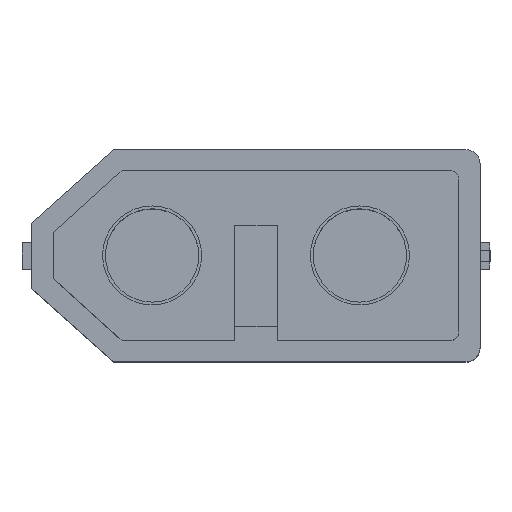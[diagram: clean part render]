
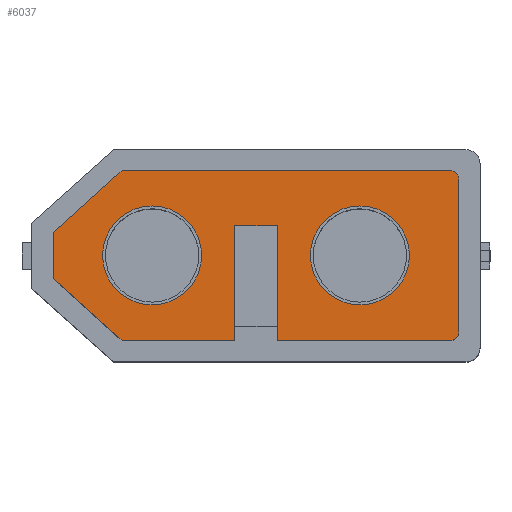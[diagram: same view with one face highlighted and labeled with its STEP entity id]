
A CAD part, top view. The second image highlights one B-rep face of the part: STEP entity #6037.
In plain terms, the highlighted face is planar.
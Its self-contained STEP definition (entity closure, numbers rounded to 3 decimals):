
#5340 = VERTEX_POINT('',#5341);
#5341 = CARTESIAN_POINT('',(-7.35,0.,-3.375));
#5347 = EDGE_CURVE('',#5348,#5340,#5350,.T.);
#5348 = VERTEX_POINT('',#5349);
#5349 = CARTESIAN_POINT('',(-7.35,0.,-6.875));
#5350 = CIRCLE('',#5351,1.75);
#5351 = AXIS2_PLACEMENT_3D('',#5352,#5353,#5354);
#5352 = CARTESIAN_POINT('',(-7.35,0.,-5.125));
#5353 = DIRECTION('',(-1.,0.,0.));
#5354 = DIRECTION('',(0.,0.,1.));
#5382 = VERTEX_POINT('',#5383);
#5383 = CARTESIAN_POINT('',(-7.35,0.,3.975));
#5389 = EDGE_CURVE('',#5390,#5382,#5392,.T.);
#5390 = VERTEX_POINT('',#5391);
#5391 = CARTESIAN_POINT('',(-7.35,0.,0.475));
#5392 = CIRCLE('',#5393,1.75);
#5393 = AXIS2_PLACEMENT_3D('',#5394,#5395,#5396);
#5394 = CARTESIAN_POINT('',(-7.35,0.,2.225));
#5395 = DIRECTION('',(-1.,0.,0.));
#5396 = DIRECTION('',(0.,0.,1.));
#6037 = ADVANCED_FACE('',(#6038,#6154,#6164),#6174,.T.);
#6038 = FACE_BOUND('',#6039,.T.);
#6039 = EDGE_LOOP('',(#6040,#6050,#6059,#6067,#6076,#6084,#6092,#6100,
    #6108,#6116,#6124,#6132,#6140,#6148));
#6040 = ORIENTED_EDGE('',*,*,#6041,.T.);
#6041 = EDGE_CURVE('',#6042,#6044,#6046,.T.);
#6042 = VERTEX_POINT('',#6043);
#6043 = CARTESIAN_POINT('',(-7.35,-3.,-0.7));
#6044 = VERTEX_POINT('',#6045);
#6045 = CARTESIAN_POINT('',(-7.35,-3.,5.425));
#6046 = LINE('',#6047,#6048);
#6047 = CARTESIAN_POINT('',(-7.35,-3.,-0.7));
#6048 = VECTOR('',#6049,1.);
#6049 = DIRECTION('',(0.,0.,1.));
#6050 = ORIENTED_EDGE('',*,*,#6051,.T.);
#6051 = EDGE_CURVE('',#6044,#6052,#6054,.T.);
#6052 = VERTEX_POINT('',#6053);
#6053 = CARTESIAN_POINT('',(-7.35,-2.7,5.725));
#6054 = CIRCLE('',#6055,0.3);
#6055 = AXIS2_PLACEMENT_3D('',#6056,#6057,#6058);
#6056 = CARTESIAN_POINT('',(-7.35,-2.7,5.425));
#6057 = DIRECTION('',(-1.,0.,0.));
#6058 = DIRECTION('',(0.,0.,1.));
#6059 = ORIENTED_EDGE('',*,*,#6060,.T.);
#6060 = EDGE_CURVE('',#6052,#6061,#6063,.T.);
#6061 = VERTEX_POINT('',#6062);
#6062 = CARTESIAN_POINT('',(-7.35,2.7,5.725));
#6063 = LINE('',#6064,#6065);
#6064 = CARTESIAN_POINT('',(-7.35,-3.,5.725));
#6065 = VECTOR('',#6066,1.);
#6066 = DIRECTION('',(0.,1.,0.));
#6067 = ORIENTED_EDGE('',*,*,#6068,.T.);
#6068 = EDGE_CURVE('',#6061,#6069,#6071,.T.);
#6069 = VERTEX_POINT('',#6070);
#6070 = CARTESIAN_POINT('',(-7.35,3.,5.425));
#6071 = CIRCLE('',#6072,0.3);
#6072 = AXIS2_PLACEMENT_3D('',#6073,#6074,#6075);
#6073 = CARTESIAN_POINT('',(-7.35,2.7,5.425));
#6074 = DIRECTION('',(-1.,0.,0.));
#6075 = DIRECTION('',(0.,0.,1.));
#6076 = ORIENTED_EDGE('',*,*,#6077,.T.);
#6077 = EDGE_CURVE('',#6069,#6078,#6080,.T.);
#6078 = VERTEX_POINT('',#6079);
#6079 = CARTESIAN_POINT('',(-7.35,3.,-6.188));
#6080 = LINE('',#6081,#6082);
#6081 = CARTESIAN_POINT('',(-7.35,3.,5.725));
#6082 = VECTOR('',#6083,1.);
#6083 = DIRECTION('',(0.,0.,-1.));
#6084 = ORIENTED_EDGE('',*,*,#6085,.T.);
#6085 = EDGE_CURVE('',#6078,#6086,#6088,.T.);
#6086 = VERTEX_POINT('',#6087);
#6087 = CARTESIAN_POINT('',(-7.35,0.815,-8.625));
#6088 = LINE('',#6089,#6090);
#6089 = CARTESIAN_POINT('',(-7.35,3.,-6.188));
#6090 = VECTOR('',#6091,1.);
#6091 = DIRECTION('',(0.,-0.668,-0.745));
#6092 = ORIENTED_EDGE('',*,*,#6093,.T.);
#6093 = EDGE_CURVE('',#6086,#6094,#6096,.T.);
#6094 = VERTEX_POINT('',#6095);
#6095 = CARTESIAN_POINT('',(-7.35,-0.815,-8.625));
#6096 = LINE('',#6097,#6098);
#6097 = CARTESIAN_POINT('',(-7.35,0.815,-8.625));
#6098 = VECTOR('',#6099,1.);
#6099 = DIRECTION('',(0.,-1.,0.));
#6100 = ORIENTED_EDGE('',*,*,#6101,.T.);
#6101 = EDGE_CURVE('',#6094,#6102,#6104,.T.);
#6102 = VERTEX_POINT('',#6103);
#6103 = CARTESIAN_POINT('',(-7.35,-3.,-6.188));
#6104 = LINE('',#6105,#6106);
#6105 = CARTESIAN_POINT('',(-7.35,-0.815,-8.625));
#6106 = VECTOR('',#6107,1.);
#6107 = DIRECTION('',(0.,-0.668,0.745));
#6108 = ORIENTED_EDGE('',*,*,#6109,.T.);
#6109 = EDGE_CURVE('',#6102,#6110,#6112,.T.);
#6110 = VERTEX_POINT('',#6111);
#6111 = CARTESIAN_POINT('',(-7.35,-3.,-2.2));
#6112 = LINE('',#6113,#6114);
#6113 = CARTESIAN_POINT('',(-7.35,-3.,-6.188));
#6114 = VECTOR('',#6115,1.);
#6115 = DIRECTION('',(0.,0.,1.));
#6116 = ORIENTED_EDGE('',*,*,#6117,.T.);
#6117 = EDGE_CURVE('',#6110,#6118,#6120,.T.);
#6118 = VERTEX_POINT('',#6119);
#6119 = CARTESIAN_POINT('',(-7.35,-2.5,-2.2));
#6120 = LINE('',#6121,#6122);
#6121 = CARTESIAN_POINT('',(-7.35,-3.,-2.2));
#6122 = VECTOR('',#6123,1.);
#6123 = DIRECTION('',(0.,1.,0.));
#6124 = ORIENTED_EDGE('',*,*,#6125,.F.);
#6125 = EDGE_CURVE('',#6126,#6118,#6128,.T.);
#6126 = VERTEX_POINT('',#6127);
#6127 = CARTESIAN_POINT('',(-7.35,1.05,-2.2));
#6128 = LINE('',#6129,#6130);
#6129 = CARTESIAN_POINT('',(-7.35,-2.5,-2.2));
#6130 = VECTOR('',#6131,1.);
#6131 = DIRECTION('',(-0.,-1.,-0.));
#6132 = ORIENTED_EDGE('',*,*,#6133,.F.);
#6133 = EDGE_CURVE('',#6134,#6126,#6136,.T.);
#6134 = VERTEX_POINT('',#6135);
#6135 = CARTESIAN_POINT('',(-7.35,1.05,-0.7));
#6136 = LINE('',#6137,#6138);
#6137 = CARTESIAN_POINT('',(-7.35,1.05,-2.2));
#6138 = VECTOR('',#6139,1.);
#6139 = DIRECTION('',(-0.,-0.,-1.));
#6140 = ORIENTED_EDGE('',*,*,#6141,.F.);
#6141 = EDGE_CURVE('',#6142,#6134,#6144,.T.);
#6142 = VERTEX_POINT('',#6143);
#6143 = CARTESIAN_POINT('',(-7.35,-2.5,-0.7));
#6144 = LINE('',#6145,#6146);
#6145 = CARTESIAN_POINT('',(-7.35,-2.5,-0.7));
#6146 = VECTOR('',#6147,1.);
#6147 = DIRECTION('',(0.,1.,0.));
#6148 = ORIENTED_EDGE('',*,*,#6149,.T.);
#6149 = EDGE_CURVE('',#6142,#6042,#6150,.T.);
#6150 = LINE('',#6151,#6152);
#6151 = CARTESIAN_POINT('',(-7.35,-3.,-0.7));
#6152 = VECTOR('',#6153,1.);
#6153 = DIRECTION('',(-0.,-1.,0.));
#6154 = FACE_BOUND('',#6155,.T.);
#6155 = EDGE_LOOP('',(#6156,#6163));
#6156 = ORIENTED_EDGE('',*,*,#6157,.F.);
#6157 = EDGE_CURVE('',#5382,#5390,#6158,.T.);
#6158 = CIRCLE('',#6159,1.75);
#6159 = AXIS2_PLACEMENT_3D('',#6160,#6161,#6162);
#6160 = CARTESIAN_POINT('',(-7.35,0.,2.225));
#6161 = DIRECTION('',(-1.,0.,0.));
#6162 = DIRECTION('',(0.,0.,1.));
#6163 = ORIENTED_EDGE('',*,*,#5389,.F.);
#6164 = FACE_BOUND('',#6165,.T.);
#6165 = EDGE_LOOP('',(#6166,#6173));
#6166 = ORIENTED_EDGE('',*,*,#6167,.F.);
#6167 = EDGE_CURVE('',#5340,#5348,#6168,.T.);
#6168 = CIRCLE('',#6169,1.75);
#6169 = AXIS2_PLACEMENT_3D('',#6170,#6171,#6172);
#6170 = CARTESIAN_POINT('',(-7.35,0.,-5.125));
#6171 = DIRECTION('',(-1.,0.,0.));
#6172 = DIRECTION('',(0.,0.,1.));
#6173 = ORIENTED_EDGE('',*,*,#5347,.F.);
#6174 = PLANE('',#6175);
#6175 = AXIS2_PLACEMENT_3D('',#6176,#6177,#6178);
#6176 = CARTESIAN_POINT('',(-7.35,0.,-5.125));
#6177 = DIRECTION('',(-1.,0.,0.));
#6178 = DIRECTION('',(0.,0.,1.));
